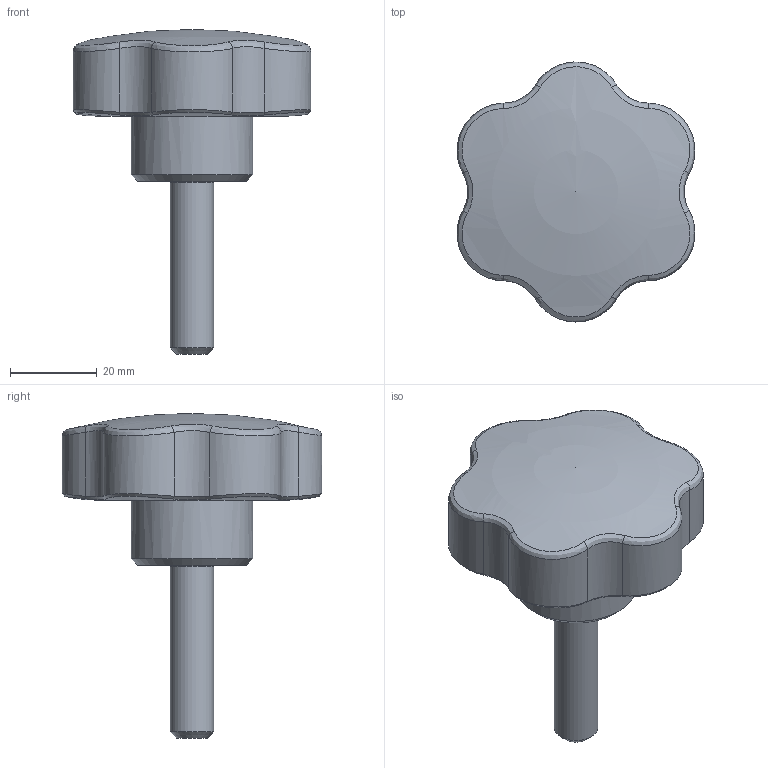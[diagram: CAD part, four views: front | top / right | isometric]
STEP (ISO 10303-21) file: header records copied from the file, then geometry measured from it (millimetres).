
FILE_DESCRIPTION( ( 'Unknown' ), '1' );
FILE_NAME( '6112345_VP60_M10x40.stp', 'Unknown', ( 'Unknown' ), ( 'Unknown' ), 'PSStep 11.0', 'Unknown', ' ' );
FILE_SCHEMA( ( 'AUTOMOTIVE_DESIGN { 1 0 10303 214 1 1 1 1 }' ) );
Length unit declared in the file: millimetre
Products named in the file (1): 6112345
Bounding box: 54.91 x 60 x 75 mm (x, y, z)
Volume: 46913.9 mm3; surface area: 13768.4 mm2
Topology: 1 solids, 2 shells, 73 faces, 182 edges, 112 vertices
Faces by surface type: bspline 25, plane 21, cylinder 15, torus 7, cone 4, sphere 1
Full cylindrical faces by diameter (mm): 10 x2, 28 x1
Entity records: 7371 total; most frequent: CARTESIAN_POINT 5337, ORIENTED_EDGE 332, DIRECTION 226, EDGE_CURVE 166, VERTEX_POINT 106, AXIS2_PLACEMENT_3D 95, EDGE_LOOP 84, B_SPLINE_CURVE_WITH_KNOTS 84
